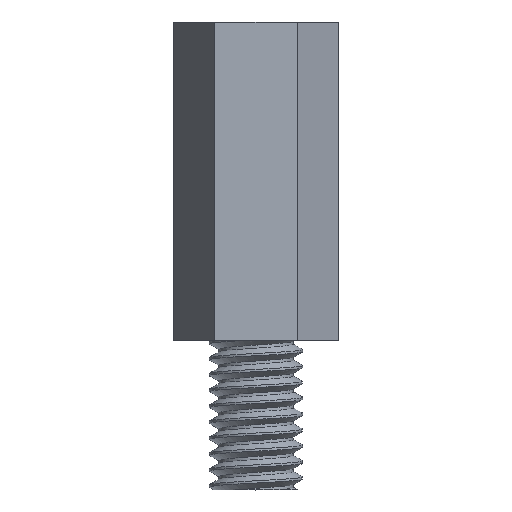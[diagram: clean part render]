
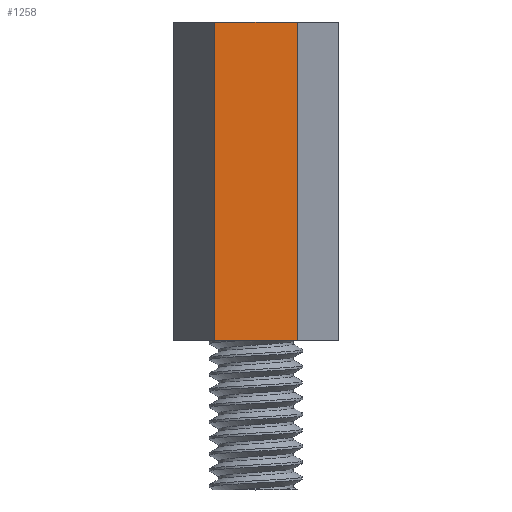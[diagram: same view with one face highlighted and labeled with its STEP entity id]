
A CAD part, top view. The second image highlights one B-rep face of the part: STEP entity #1258.
In plain terms, the highlighted planar face has unit normal (0, 0, 1).
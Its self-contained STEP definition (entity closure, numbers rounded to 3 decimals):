
#25=PLANE('',#1348);
#112=FACE_OUTER_BOUND('',#184,.T.);
#184=EDGE_LOOP('',(#1115,#1116,#1117,#1118));
#351=LINE('',#5137,#422);
#357=LINE('',#5150,#428);
#367=LINE('',#5169,#438);
#368=LINE('',#5171,#439);
#422=VECTOR('',#1539,10.);
#428=VECTOR('',#1549,10.);
#438=VECTOR('',#1567,10.);
#439=VECTOR('',#1570,10.);
#552=VERTEX_POINT('',#5135);
#553=VERTEX_POINT('',#5136);
#558=VERTEX_POINT('',#5149);
#563=VERTEX_POINT('',#5167);
#736=EDGE_CURVE('',#552,#553,#351,.T.);
#743=EDGE_CURVE('',#552,#558,#357,.T.);
#753=EDGE_CURVE('',#553,#563,#367,.T.);
#754=EDGE_CURVE('',#558,#563,#368,.T.);
#1115=ORIENTED_EDGE('',*,*,#736,.T.);
#1116=ORIENTED_EDGE('',*,*,#753,.T.);
#1117=ORIENTED_EDGE('',*,*,#754,.F.);
#1118=ORIENTED_EDGE('',*,*,#743,.F.);
#1258=ADVANCED_FACE('',(#112),#25,.T.);
#1348=AXIS2_PLACEMENT_3D('',#5170,#1568,#1569);
#1539=DIRECTION('',(1.,0.,0.));
#1549=DIRECTION('',(0.,1.,0.));
#1567=DIRECTION('',(0.,1.,0.));
#1568=DIRECTION('center_axis',(0.,0.,1.));
#1569=DIRECTION('ref_axis',(1.,0.,0.));
#1570=DIRECTION('',(1.,0.,0.));
#5135=CARTESIAN_POINT('',(-1.299,4.7,2.25));
#5136=CARTESIAN_POINT('',(1.299,4.7,2.25));
#5137=CARTESIAN_POINT('',(-1.299,4.7,2.25));
#5149=CARTESIAN_POINT('',(-1.299,14.7,2.25));
#5150=CARTESIAN_POINT('',(-1.299,4.7,2.25));
#5167=CARTESIAN_POINT('',(1.299,14.7,2.25));
#5169=CARTESIAN_POINT('',(1.299,4.7,2.25));
#5170=CARTESIAN_POINT('Origin',(-1.299,4.7,2.25));
#5171=CARTESIAN_POINT('',(-1.299,14.7,2.25));
